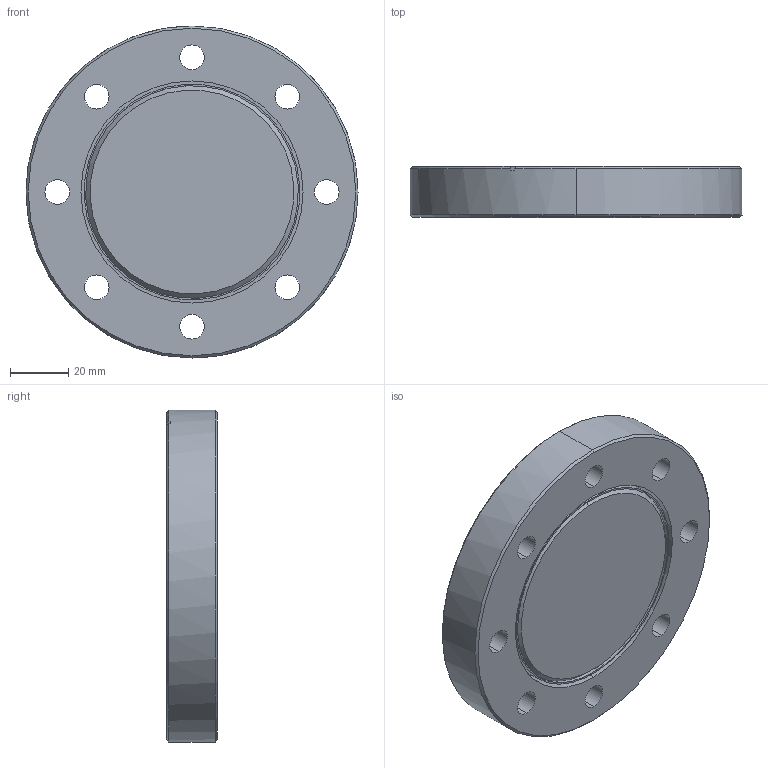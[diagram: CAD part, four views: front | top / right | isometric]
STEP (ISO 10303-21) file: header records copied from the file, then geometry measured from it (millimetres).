
FILE_DESCRIPTION (( 'STEP AP203' ), '1' );
FILE_NAME ('A5937-1-CF.STEP', '2012-02-14T13:58:05', ( '' ), ( '' ), 'SwSTEP 2.0', 'SolidWorks 2011', '' );
FILE_SCHEMA (( 'CONFIG_CONTROL_DESIGN' ));
Length unit declared in the file: inch
Products named in the file (1): A5937-1-CF
Bounding box: 113.54 x 17.27 x 113.54 mm (x, y, z)
Volume: 120745.5 mm3; surface area: 38943.9 mm2
Topology: 1 solids, 1 shells, 76 faces, 180 edges, 115 vertices
Faces by surface type: cylinder 40, plane 19, cone 9, torus 8
Entity records: 2352 total; most frequent: DIRECTION 443, CARTESIAN_POINT 384, ORIENTED_EDGE 360, AXIS2_PLACEMENT_3D 190, EDGE_CURVE 180, VERTEX_POINT 115, CIRCLE 113, EDGE_LOOP 101
